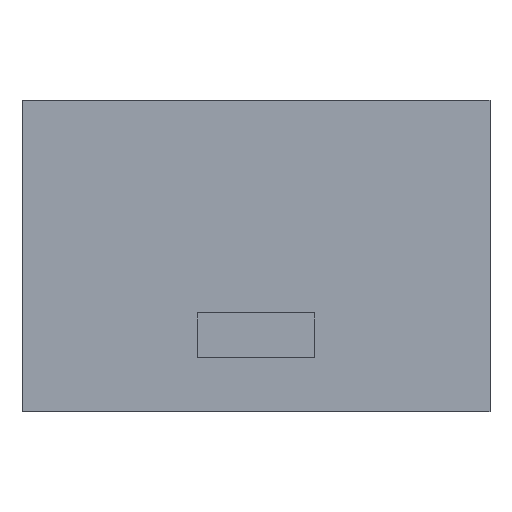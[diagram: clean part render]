
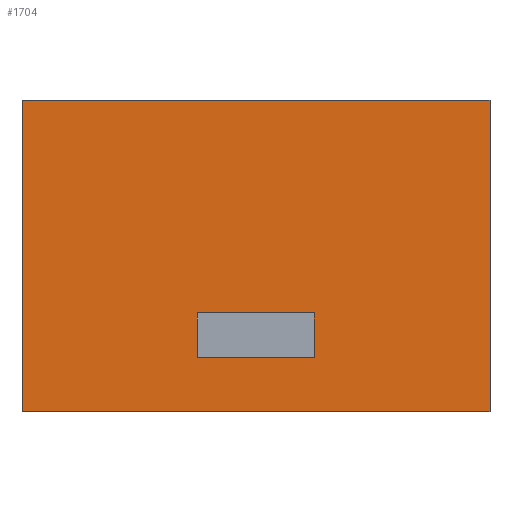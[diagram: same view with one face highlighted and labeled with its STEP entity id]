
A CAD part, front view. The second image highlights one B-rep face of the part: STEP entity #1704.
In plain terms, the highlighted planar face has unit normal (0, -1, 0).
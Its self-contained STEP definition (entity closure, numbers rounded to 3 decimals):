
#384=ORIENTED_EDGE('',*,*,#651,.F.);
#385=ORIENTED_EDGE('',*,*,#662,.T.);
#386=ORIENTED_EDGE('',*,*,#649,.F.);
#387=ORIENTED_EDGE('',*,*,#644,.F.);
#388=ORIENTED_EDGE('',*,*,#766,.T.);
#389=ORIENTED_EDGE('',*,*,#765,.F.);
#390=ORIENTED_EDGE('',*,*,#767,.F.);
#391=ORIENTED_EDGE('',*,*,#761,.T.);
#644=EDGE_CURVE('',#894,#896,#1061,.T.);
#649=EDGE_CURVE('',#896,#899,#1064,.T.);
#651=EDGE_CURVE('',#900,#894,#1065,.F.);
#662=EDGE_CURVE('',#900,#899,#1073,.T.);
#761=EDGE_CURVE('',#973,#972,#1147,.T.);
#765=EDGE_CURVE('',#975,#974,#1151,.T.);
#766=EDGE_CURVE('',#972,#974,#1152,.T.);
#767=EDGE_CURVE('',#973,#975,#1153,.T.);
#894=VERTEX_POINT('',#2753);
#896=VERTEX_POINT('',#2756);
#899=VERTEX_POINT('',#2763);
#900=VERTEX_POINT('',#2768);
#972=VERTEX_POINT('',#2983);
#973=VERTEX_POINT('',#2985);
#974=VERTEX_POINT('',#2989);
#975=VERTEX_POINT('',#2991);
#1061=LINE('',#2755,#1245);
#1064=LINE('',#2765,#1248);
#1065=LINE('',#2770,#1249);
#1073=LINE('',#2792,#1257);
#1147=LINE('',#2984,#1331);
#1151=LINE('',#2992,#1335);
#1152=LINE('',#2994,#1336);
#1153=LINE('',#2996,#1337);
#1245=VECTOR('',#2256,1000.);
#1248=VECTOR('',#2265,1000.);
#1249=VECTOR('',#2270,1000.);
#1257=VECTOR('',#2290,1000.);
#1331=VECTOR('',#2474,1000.);
#1335=VECTOR('',#2480,1000.);
#1336=VECTOR('',#2483,1000.);
#1337=VECTOR('',#2486,1000.);
#1471=EDGE_LOOP('',(#384,#385,#386,#387));
#1472=EDGE_LOOP('',(#388,#389,#390,#391));
#1565=FACE_BOUND('',#1471,.T.);
#1566=FACE_BOUND('',#1472,.T.);
#1635=PLANE('',#2155);
#1704=ADVANCED_FACE('',(#1565,#1566),#1635,.F.);
#2155=AXIS2_PLACEMENT_3D('',#2995,#2484,#2485);
#2256=DIRECTION('',(1.,0.,0.));
#2265=DIRECTION('',(0.,0.,1.));
#2270=DIRECTION('',(0.,0.,1.));
#2290=DIRECTION('',(1.,0.,0.));
#2474=DIRECTION('',(0.,0.,-1.));
#2480=DIRECTION('',(0.,0.,-1.));
#2483=DIRECTION('',(1.,0.,0.));
#2484=DIRECTION('',(0.,1.,0.));
#2485=DIRECTION('',(0.,0.,1.));
#2486=DIRECTION('',(1.,0.,0.));
#2753=CARTESIAN_POINT('',(-0.075,-0.5,0.07));
#2755=CARTESIAN_POINT('',(-0.3,-0.5,0.07));
#2756=CARTESIAN_POINT('',(0.075,-0.5,0.07));
#2763=CARTESIAN_POINT('',(0.075,-0.5,0.127));
#2765=CARTESIAN_POINT('',(0.075,-0.5,0.07));
#2768=CARTESIAN_POINT('',(-0.075,-0.5,0.127));
#2770=CARTESIAN_POINT('',(-0.075,-0.5,0.07));
#2792=CARTESIAN_POINT('',(-0.3,-0.5,0.127));
#2983=CARTESIAN_POINT('',(-0.3,-0.5,0.));
#2984=CARTESIAN_POINT('',(-0.3,-0.5,0.4));
#2985=CARTESIAN_POINT('',(-0.3,-0.5,0.4));
#2989=CARTESIAN_POINT('',(0.3,-0.5,0.));
#2991=CARTESIAN_POINT('',(0.3,-0.5,0.4));
#2992=CARTESIAN_POINT('',(0.3,-0.5,0.4));
#2994=CARTESIAN_POINT('',(-0.3,-0.5,0.));
#2995=CARTESIAN_POINT('',(-0.3,-0.5,0.4));
#2996=CARTESIAN_POINT('',(-0.3,-0.5,0.4));
